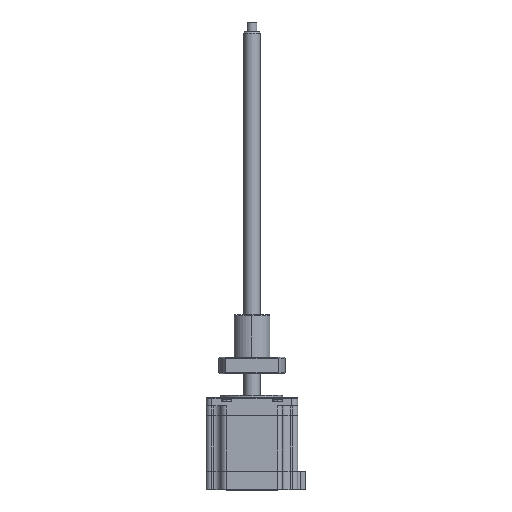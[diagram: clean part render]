
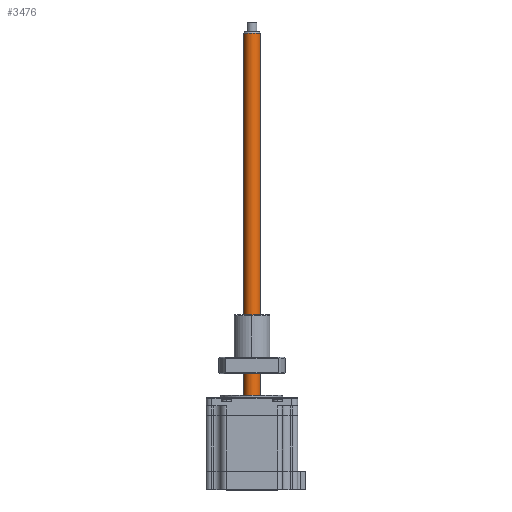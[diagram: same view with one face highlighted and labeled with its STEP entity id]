
A CAD part, top view. The second image highlights one B-rep face of the part: STEP entity #3476.
In plain terms, the highlighted cylindrical face has radius 5 mm (diameter 10 mm), a partial arc.
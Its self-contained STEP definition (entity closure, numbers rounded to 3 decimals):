
#561 = CARTESIAN_POINT ( 'NONE',  ( -21.379, -15.672, 63.668 ) ) ;
#1230 = LINE ( 'NONE', #42815, #23292 ) ;
#1668 = CYLINDRICAL_SURFACE ( 'NONE', #22816, 5. ) ;
#2516 = DIRECTION ( 'NONE',  ( 0., -1., 0. ) ) ;
#2784 = DIRECTION ( 'NONE',  ( 0., -1., 0. ) ) ;
#3476 = ADVANCED_FACE ( 'NONE', ( #40214 ), #1668, .T. ) ;
#3604 = EDGE_LOOP ( 'NONE', ( #47826, #7619, #40470, #35098 ) ) ;
#4963 = DIRECTION ( 'NONE',  ( 1., 0., -0.004 ) ) ;
#7619 = ORIENTED_EDGE ( 'NONE', *, *, #48051, .T. ) ;
#7810 = VERTEX_POINT ( 'NONE', #32975 ) ;
#9103 = DIRECTION ( 'NONE',  ( 0., -1., 0. ) ) ;
#11656 = DIRECTION ( 'NONE',  ( -1., 0., 0.004 ) ) ;
#13679 = DIRECTION ( 'NONE',  ( 0., -1., 0. ) ) ;
#14104 = AXIS2_PLACEMENT_3D ( 'NONE', #34136, #2784, #11656 ) ;
#16490 = CIRCLE ( 'NONE', #49962, 5. ) ;
#22816 = AXIS2_PLACEMENT_3D ( 'NONE', #50808, #2516, #50997 ) ;
#23292 = VECTOR ( 'NONE', #9103, 1000. ) ;
#27076 = CARTESIAN_POINT ( 'NONE',  ( -16.379, 208.328, 63.65 ) ) ;
#28689 = VERTEX_POINT ( 'NONE', #51644 ) ;
#30429 = DIRECTION ( 'NONE',  ( 0., -1., 0. ) ) ;
#32778 = CARTESIAN_POINT ( 'NONE',  ( -11.379, 208.328, 63.632 ) ) ;
#32975 = CARTESIAN_POINT ( 'NONE',  ( -21.379, 208.328, 63.668 ) ) ;
#33658 = EDGE_CURVE ( 'NONE', #28689, #51696, #44440, .T. ) ;
#34136 = CARTESIAN_POINT ( 'NONE',  ( -16.379, -15.672, 63.65 ) ) ;
#34161 = EDGE_CURVE ( 'NONE', #34691, #28689, #42172, .T. ) ;
#34519 = CARTESIAN_POINT ( 'NONE',  ( -11.379, 209.328, 63.632 ) ) ;
#34691 = VERTEX_POINT ( 'NONE', #32778 ) ;
#35098 = ORIENTED_EDGE ( 'NONE', *, *, #33658, .F. ) ;
#40214 = FACE_OUTER_BOUND ( 'NONE', #3604, .T. ) ;
#40470 = ORIENTED_EDGE ( 'NONE', *, *, #40681, .T. ) ;
#40681 = EDGE_CURVE ( 'NONE', #7810, #51696, #1230, .T. ) ;
#40785 = VECTOR ( 'NONE', #30429, 1000. ) ;
#42172 = LINE ( 'NONE', #34519, #40785 ) ;
#42815 = CARTESIAN_POINT ( 'NONE',  ( -21.379, 209.328, 63.668 ) ) ;
#44440 = CIRCLE ( 'NONE', #14104, 5. ) ;
#47826 = ORIENTED_EDGE ( 'NONE', *, *, #34161, .F. ) ;
#48051 = EDGE_CURVE ( 'NONE', #34691, #7810, #16490, .T. ) ;
#49962 = AXIS2_PLACEMENT_3D ( 'NONE', #27076, #13679, #4963 ) ;
#50808 = CARTESIAN_POINT ( 'NONE',  ( -16.379, 209.328, 63.65 ) ) ;
#50997 = DIRECTION ( 'NONE',  ( -1., 0., 0.004 ) ) ;
#51644 = CARTESIAN_POINT ( 'NONE',  ( -11.379, -15.672, 63.632 ) ) ;
#51696 = VERTEX_POINT ( 'NONE', #561 ) ;
